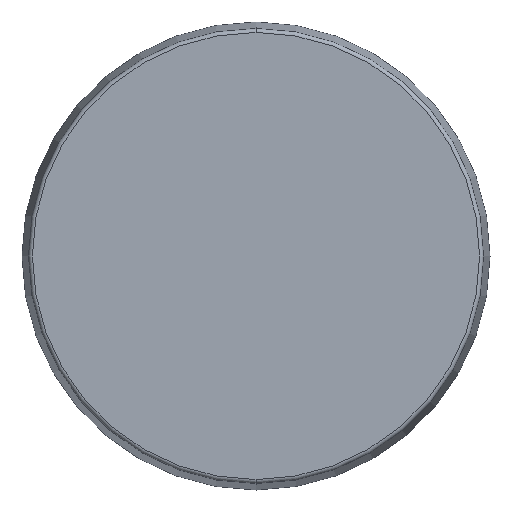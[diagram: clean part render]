
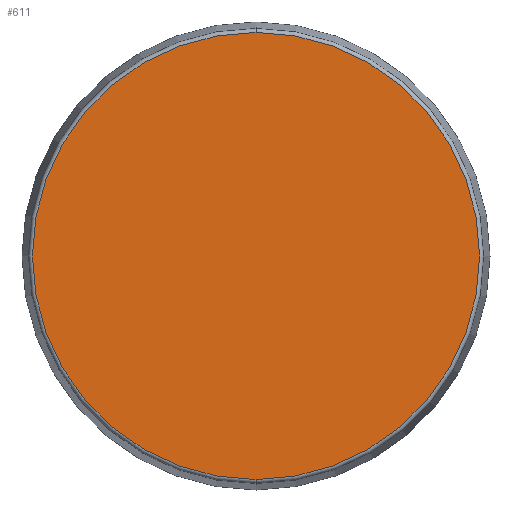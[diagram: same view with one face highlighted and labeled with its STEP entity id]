
A CAD part, front view. The second image highlights one B-rep face of the part: STEP entity #611.
In plain terms, the highlighted planar face has unit normal (0, -1, 0).
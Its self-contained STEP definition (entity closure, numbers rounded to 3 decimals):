
#5 = AXIS2_PLACEMENT_3D ( 'NONE', #493, #494, #495 ) ;
#124 = CIRCLE ( 'NONE', #143, 11.13 ) ;
#143 = AXIS2_PLACEMENT_3D ( 'NONE', #535, #539, #541 ) ;
#242 = VERTEX_POINT ( 'NONE', #328 ) ;
#243 = FACE_OUTER_BOUND ( 'NONE', #702, .T. ) ;
#328 = CARTESIAN_POINT ( 'NONE',  ( 0., -2., -11.13 ) ) ;
#334 = PLANE ( 'NONE',  #430 ) ;
#337 = CARTESIAN_POINT ( 'NONE',  ( 0., -2., 0. ) ) ;
#339 = DIRECTION ( 'NONE',  ( 0., 0., -1. ) ) ;
#343 = ORIENTED_EDGE ( 'NONE', *, *, #452, .T. ) ;
#356 = CARTESIAN_POINT ( 'NONE',  ( 0., -2., 11.13 ) ) ;
#380 = DIRECTION ( 'NONE',  ( 0., -1., 0. ) ) ;
#430 = AXIS2_PLACEMENT_3D ( 'NONE', #337, #380, #339 ) ;
#452 = EDGE_CURVE ( 'NONE', #667, #242, #499, .T. ) ;
#465 = EDGE_CURVE ( 'NONE', #242, #667, #124, .T. ) ;
#493 = CARTESIAN_POINT ( 'NONE',  ( 0., -2., 0. ) ) ;
#494 = DIRECTION ( 'NONE',  ( 0., -1., 0. ) ) ;
#495 = DIRECTION ( 'NONE',  ( 0., 0., -1. ) ) ;
#499 = CIRCLE ( 'NONE', #5, 11.13 ) ;
#535 = CARTESIAN_POINT ( 'NONE',  ( 0., -2., 0. ) ) ;
#539 = DIRECTION ( 'NONE',  ( 0., -1., 0. ) ) ;
#541 = DIRECTION ( 'NONE',  ( 0., 0., -1. ) ) ;
#611 = ADVANCED_FACE ( 'NONE', ( #243 ), #334, .T. ) ;
#653 = ORIENTED_EDGE ( 'NONE', *, *, #465, .T. ) ;
#667 = VERTEX_POINT ( 'NONE', #356 ) ;
#702 = EDGE_LOOP ( 'NONE', ( #653, #343 ) ) ;
